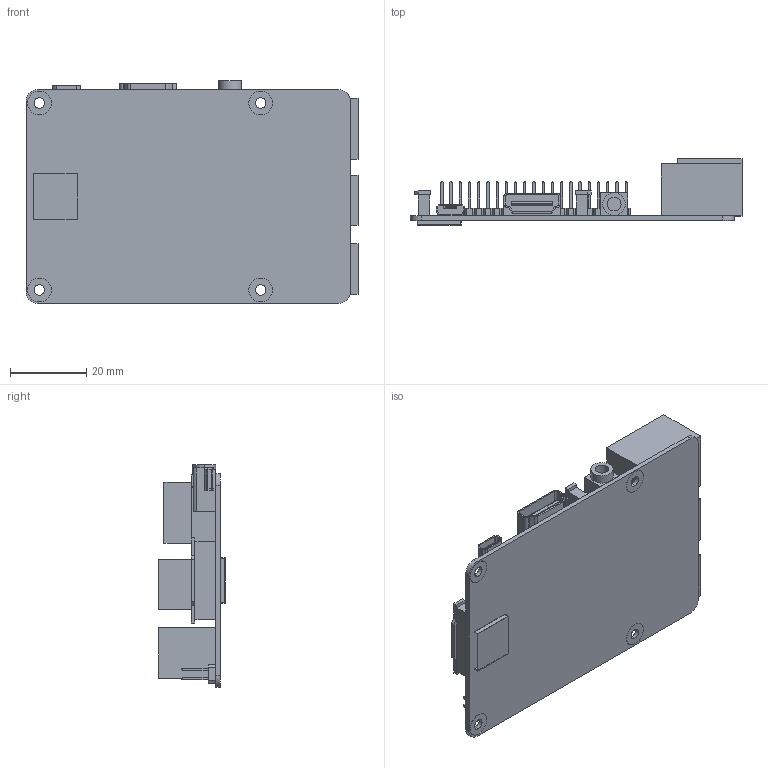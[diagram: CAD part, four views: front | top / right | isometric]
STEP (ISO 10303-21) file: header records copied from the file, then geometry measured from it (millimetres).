
FILE_DESCRIPTION(('FreeCAD Model'),'2;1');
FILE_NAME( 'raspberryPi3b-simple.step', '2018-04-24T14:45:30',('kicad StepUp'),('ksu MCAD'), 'Open CASCADE STEP processor 6.8','FreeCAD','Unknown');
FILE_SCHEMA(('AUTOMOTIVE_DESIGN_CC2 { 1 2 10303 214 -1 1 5 4 }'));
Length unit declared in the file: millimetre
Products named in the file (1): raspberryPi3b-simple
Bounding box: 87 x 17.5 x 58.35 mm (x, y, z)
Volume: 15024.6 mm3; surface area: 20575.5 mm2
Topology: 1 solids, 1 shells, 802 faces, 1987 edges, 1259 vertices
Faces by surface type: plane 732, cylinder 68, bspline 2
Entity records: 28894 total; most frequent: CARTESIAN_POINT 4160, ORIENTED_EDGE 3974, DIRECTION 3720, EDGE_CURVE 1987, LINE 1840, VECTOR 1840, VERTEX_POINT 1260, AXIS2_PLACEMENT_3D 940
